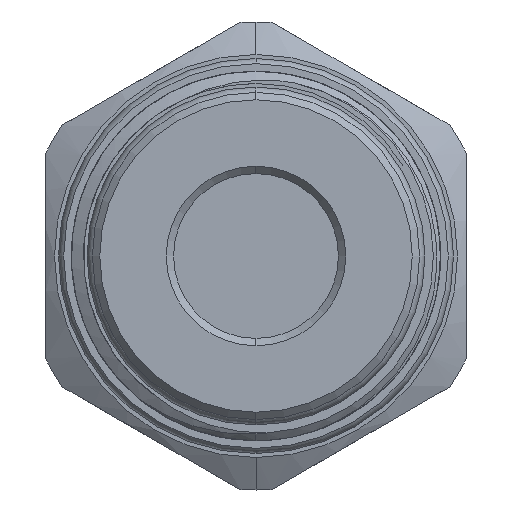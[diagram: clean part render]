
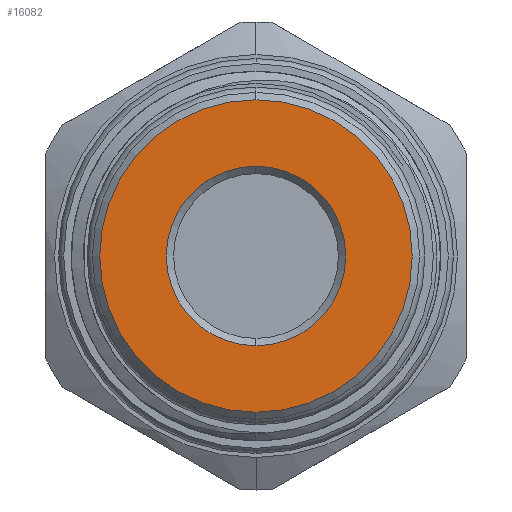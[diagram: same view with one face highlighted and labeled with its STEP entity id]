
A CAD part, left-side view. The second image highlights one B-rep face of the part: STEP entity #16082.
In plain terms, the highlighted planar face has unit normal (-1, 0, 0).
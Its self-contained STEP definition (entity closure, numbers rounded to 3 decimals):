
#2455 = CARTESIAN_POINT ( 'NONE',  ( -44., 0., 0. ) ) ;
#2456 = DIRECTION ( 'NONE',  ( 1., 0., 0. ) ) ;
#2457 = DIRECTION ( 'NONE',  ( 0., 0., -1. ) ) ;
#2773 = EDGE_LOOP ( 'NONE', ( #14438, #14600 ) ) ;
#2817 = EDGE_LOOP ( 'NONE', ( #14874, #14601 ) ) ;
#3144 = VERTEX_POINT ( 'NONE', #15186 ) ;
#3987 = VERTEX_POINT ( 'NONE', #5414 ) ;
#4145 = VERTEX_POINT ( 'NONE', #17029 ) ;
#4293 = VERTEX_POINT ( 'NONE', #8215 ) ;
#4530 = FACE_BOUND ( 'NONE', #2817, .T. ) ;
#4567 = CIRCLE ( 'NONE', #5743, 10.615 ) ;
#4571 = FACE_OUTER_BOUND ( 'NONE', #2773, .T. ) ;
#5414 = CARTESIAN_POINT ( 'NONE',  ( -44., 0., 10.615 ) ) ;
#5574 = AXIS2_PLACEMENT_3D ( 'NONE', #15704, #15705, #16025 ) ;
#5743 = AXIS2_PLACEMENT_3D ( 'NONE', #2455, #2456, #2457 ) ;
#6043 = AXIS2_PLACEMENT_3D ( 'NONE', #7694, #7702, #7703 ) ;
#6341 = EDGE_CURVE ( 'NONE', #3987, #4293, #14385, .T. ) ;
#6361 = EDGE_CURVE ( 'NONE', #4145, #3144, #14734, .T. ) ;
#6362 = EDGE_CURVE ( 'NONE', #3144, #4145, #14731, .T. ) ;
#6530 = AXIS2_PLACEMENT_3D ( 'NONE', #15583, #15561, #15682 ) ;
#6534 = AXIS2_PLACEMENT_3D ( 'NONE', #15727, #15628, #15544 ) ;
#7694 = CARTESIAN_POINT ( 'NONE',  ( -44., 0., 0. ) ) ;
#7699 = PLANE ( 'NONE',  #6043 ) ;
#7702 = DIRECTION ( 'NONE',  ( 1., 0., 0. ) ) ;
#7703 = DIRECTION ( 'NONE',  ( 0., 0., -1. ) ) ;
#8215 = CARTESIAN_POINT ( 'NONE',  ( -44., 0., -10.615 ) ) ;
#14385 = CIRCLE ( 'NONE', #5574, 10.615 ) ;
#14438 = ORIENTED_EDGE ( 'NONE', *, *, #15334, .F. ) ;
#14600 = ORIENTED_EDGE ( 'NONE', *, *, #6341, .F. ) ;
#14601 = ORIENTED_EDGE ( 'NONE', *, *, #6362, .T. ) ;
#14731 = CIRCLE ( 'NONE', #6534, 6.1 ) ;
#14734 = CIRCLE ( 'NONE', #6530, 6.1 ) ;
#14874 = ORIENTED_EDGE ( 'NONE', *, *, #6361, .T. ) ;
#15186 = CARTESIAN_POINT ( 'NONE',  ( -44., 0., -6.1 ) ) ;
#15334 = EDGE_CURVE ( 'NONE', #4293, #3987, #4567, .T. ) ;
#15544 = DIRECTION ( 'NONE',  ( 0., 0., -1. ) ) ;
#15561 = DIRECTION ( 'NONE',  ( 1., 0., 0. ) ) ;
#15583 = CARTESIAN_POINT ( 'NONE',  ( -44., 0., 0. ) ) ;
#15628 = DIRECTION ( 'NONE',  ( 1., 0., 0. ) ) ;
#15682 = DIRECTION ( 'NONE',  ( 0., 0., -1. ) ) ;
#15704 = CARTESIAN_POINT ( 'NONE',  ( -44., 0., 0. ) ) ;
#15705 = DIRECTION ( 'NONE',  ( 1., 0., 0. ) ) ;
#15727 = CARTESIAN_POINT ( 'NONE',  ( -44., 0., 0. ) ) ;
#16025 = DIRECTION ( 'NONE',  ( 0., 0., -1. ) ) ;
#16082 = ADVANCED_FACE ( 'NONE', ( #4530, #4571 ), #7699, .F. ) ;
#17029 = CARTESIAN_POINT ( 'NONE',  ( -44., 0., 6.1 ) ) ;
